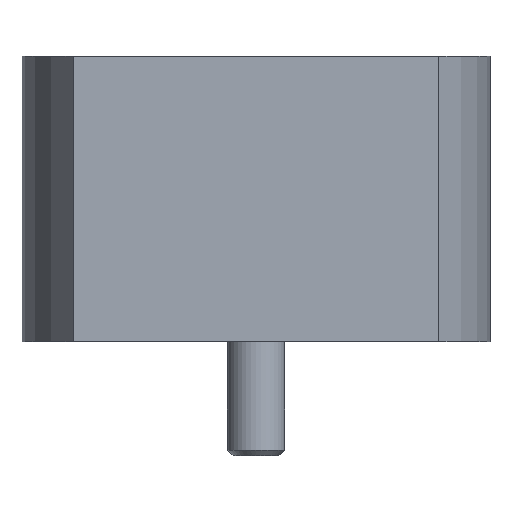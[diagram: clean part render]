
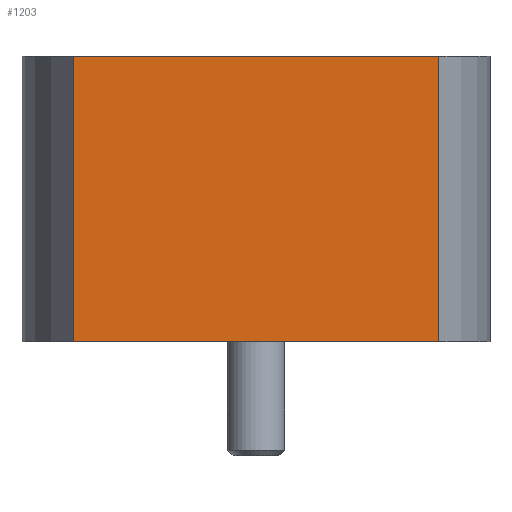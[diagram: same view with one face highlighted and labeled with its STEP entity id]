
A CAD part, left-side view. The second image highlights one B-rep face of the part: STEP entity #1203.
In plain terms, the highlighted planar face has unit normal (-1, 0, 0).
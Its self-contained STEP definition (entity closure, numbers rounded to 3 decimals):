
#150=ORIENTED_EDGE('',*,*,#474,.T.);
#151=ORIENTED_EDGE('',*,*,#475,.F.);
#152=ORIENTED_EDGE('',*,*,#476,.F.);
#153=ORIENTED_EDGE('',*,*,#477,.T.);
#474=EDGE_CURVE('',#636,#637,#750,.T.);
#475=EDGE_CURVE('',#638,#637,#751,.T.);
#476=EDGE_CURVE('',#639,#638,#752,.T.);
#477=EDGE_CURVE('',#639,#636,#753,.T.);
#636=VERTEX_POINT('',#1862);
#637=VERTEX_POINT('',#1863);
#638=VERTEX_POINT('',#1865);
#639=VERTEX_POINT('',#1867);
#750=LINE('',#1861,#839);
#751=LINE('',#1864,#840);
#752=LINE('',#1866,#841);
#753=LINE('',#1868,#842);
#839=VECTOR('',#1468,1000.);
#840=VECTOR('',#1469,1000.);
#841=VECTOR('',#1470,1000.);
#842=VECTOR('',#1471,1000.);
#928=EDGE_LOOP('',(#150,#151,#152,#153));
#1043=FACE_BOUND('',#928,.T.);
#1161=PLANE('',#1312);
#1203=ADVANCED_FACE('',(#1043),#1161,.F.);
#1312=AXIS2_PLACEMENT_3D('',#1860,#1466,#1467);
#1466=DIRECTION('',(1.,0.,0.));
#1467=DIRECTION('',(0.,0.,-1.));
#1468=DIRECTION('',(0.,-1.,0.));
#1469=DIRECTION('',(0.,0.,-1.));
#1470=DIRECTION('',(0.,-1.,0.));
#1471=DIRECTION('',(0.,0.,-1.));
#1860=CARTESIAN_POINT('',(-33.5,16.,12.5));
#1861=CARTESIAN_POINT('',(-33.5,16.,-12.5));
#1862=CARTESIAN_POINT('',(-33.5,16.,-12.5));
#1863=CARTESIAN_POINT('',(-33.5,-16.,-12.5));
#1864=CARTESIAN_POINT('',(-33.5,-16.,12.5));
#1865=CARTESIAN_POINT('',(-33.5,-16.,12.5));
#1866=CARTESIAN_POINT('',(-33.5,16.,12.5));
#1867=CARTESIAN_POINT('',(-33.5,16.,12.5));
#1868=CARTESIAN_POINT('',(-33.5,16.,12.5));
